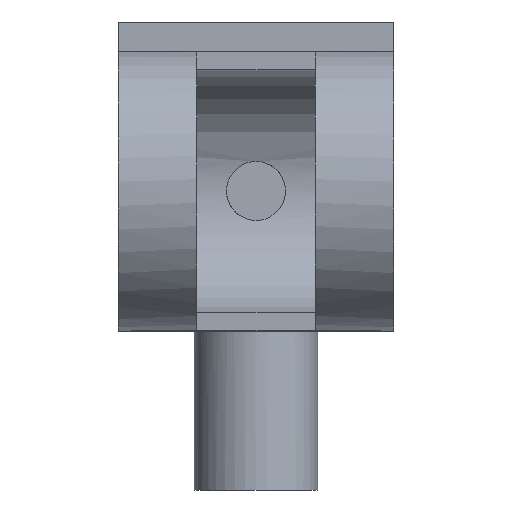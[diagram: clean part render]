
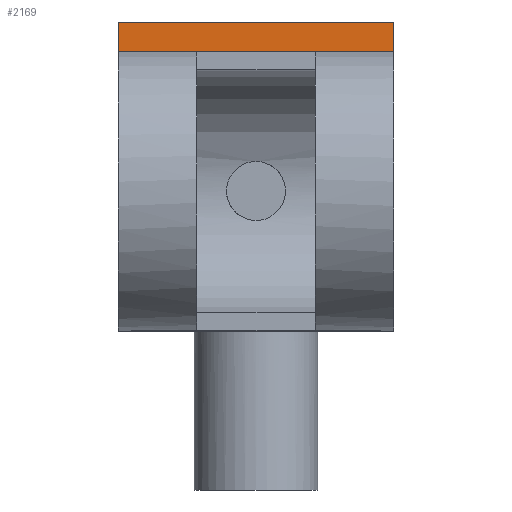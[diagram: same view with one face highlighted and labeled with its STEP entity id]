
A CAD part, front view. The second image highlights one B-rep face of the part: STEP entity #2169.
In plain terms, the highlighted planar face has unit normal (0, -1, 0).
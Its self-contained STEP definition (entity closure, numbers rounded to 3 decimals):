
#215 = DIRECTION ( 'NONE',  ( 0., 0., -1. ) ) ;
#295 = VECTOR ( 'NONE', #537, 1000. ) ;
#537 = DIRECTION ( 'NONE',  ( -1., 0., 0. ) ) ;
#540 = DIRECTION ( 'NONE',  ( 0., 0., 1. ) ) ;
#589 = VERTEX_POINT ( 'NONE', #937 ) ;
#688 = DIRECTION ( 'NONE',  ( -1., 0., 0. ) ) ;
#772 = PLANE ( 'NONE',  #1722 ) ;
#841 = VECTOR ( 'NONE', #688, 1000. ) ;
#877 = EDGE_CURVE ( 'NONE', #589, #2246, #1140, .T. ) ;
#896 = ORIENTED_EDGE ( 'NONE', *, *, #1617, .F. ) ;
#937 = CARTESIAN_POINT ( 'NONE',  ( -70., -9., 85.931 ) ) ;
#954 = ORIENTED_EDGE ( 'NONE', *, *, #2518, .T. ) ;
#1140 = LINE ( 'NONE', #2112, #1849 ) ;
#1432 = LINE ( 'NONE', #2404, #2366 ) ;
#1437 = CARTESIAN_POINT ( 'NONE',  ( 70., -9., 70.931 ) ) ;
#1532 = CARTESIAN_POINT ( 'NONE',  ( 70., -9., 85.931 ) ) ;
#1617 = EDGE_CURVE ( 'NONE', #3154, #2564, #1432, .T. ) ;
#1722 = AXIS2_PLACEMENT_3D ( 'NONE', #1744, #2730, #540 ) ;
#1741 = LINE ( 'NONE', #2726, #295 ) ;
#1744 = CARTESIAN_POINT ( 'NONE',  ( 70., -9., 85.931 ) ) ;
#1840 = ORIENTED_EDGE ( 'NONE', *, *, #877, .T. ) ;
#1849 = VECTOR ( 'NONE', #3095, 1000. ) ;
#1893 = LINE ( 'NONE', #2881, #841 ) ;
#2112 = CARTESIAN_POINT ( 'NONE',  ( -70., -9., 85.931 ) ) ;
#2169 = ADVANCED_FACE ( 'NONE', ( #2968 ), #772, .F. ) ;
#2246 = VERTEX_POINT ( 'NONE', #2329 ) ;
#2329 = CARTESIAN_POINT ( 'NONE',  ( -70., -9., 70.931 ) ) ;
#2363 = EDGE_LOOP ( 'NONE', ( #1840, #3106, #896, #954 ) ) ;
#2365 = EDGE_CURVE ( 'NONE', #2564, #2246, #1741, .T. ) ;
#2366 = VECTOR ( 'NONE', #215, 1000. ) ;
#2404 = CARTESIAN_POINT ( 'NONE',  ( 70., -9., 85.931 ) ) ;
#2518 = EDGE_CURVE ( 'NONE', #3154, #589, #1893, .T. ) ;
#2564 = VERTEX_POINT ( 'NONE', #1437 ) ;
#2726 = CARTESIAN_POINT ( 'NONE',  ( 70., -9., 70.931 ) ) ;
#2730 = DIRECTION ( 'NONE',  ( 0., 1., 0. ) ) ;
#2881 = CARTESIAN_POINT ( 'NONE',  ( 70., -9., 85.931 ) ) ;
#2968 = FACE_OUTER_BOUND ( 'NONE', #2363, .T. ) ;
#3095 = DIRECTION ( 'NONE',  ( 0., 0., -1. ) ) ;
#3106 = ORIENTED_EDGE ( 'NONE', *, *, #2365, .F. ) ;
#3154 = VERTEX_POINT ( 'NONE', #1532 ) ;
